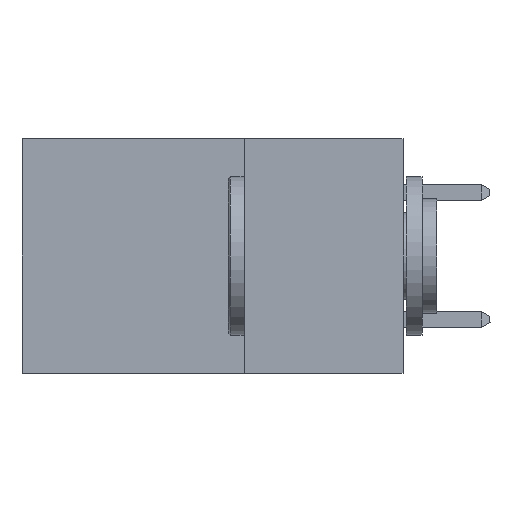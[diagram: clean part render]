
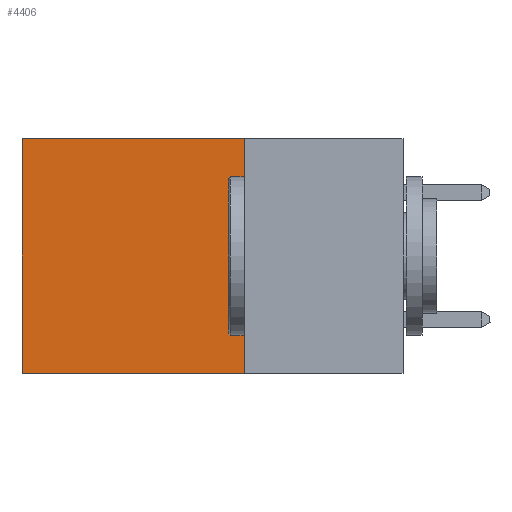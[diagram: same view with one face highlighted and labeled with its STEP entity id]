
A CAD part, left-side view. The second image highlights one B-rep face of the part: STEP entity #4406.
In plain terms, the highlighted planar face has unit normal (-1, 0, 0).
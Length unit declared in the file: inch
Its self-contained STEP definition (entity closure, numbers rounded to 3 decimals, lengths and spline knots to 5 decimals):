
#25 = CARTESIAN_POINT ( 'NONE',  ( 0.2875, 0.25, -0.37 ) ) ;
#1035 = AXIS2_PLACEMENT_3D ( 'NONE', #4549, #11745, #1082 ) ;
#1077 = DIRECTION ( 'NONE',  ( 0., 1., 0. ) ) ;
#1082 = DIRECTION ( 'NONE',  ( 0., 0., -1. ) ) ;
#1529 = VERTEX_POINT ( 'NONE', #10417 ) ;
#1566 = EDGE_CURVE ( 'NONE', #21460, #17646, #7917, .T. ) ;
#3331 = VECTOR ( 'NONE', #1077, 39.37008 ) ;
#4010 = ORIENTED_EDGE ( 'NONE', *, *, #7865, .F. ) ;
#4406 = ADVANCED_FACE ( 'NONE', ( #20936 ), #21993, .F. ) ;
#4549 = CARTESIAN_POINT ( 'NONE',  ( 0.2875, 0.25, 0. ) ) ;
#5228 = LINE ( 'NONE', #17723, #14151 ) ;
#5681 = LINE ( 'NONE', #13690, #14041 ) ;
#6300 = CARTESIAN_POINT ( 'NONE',  ( 0.2875, 0.25, 0. ) ) ;
#7865 = EDGE_CURVE ( 'NONE', #17875, #21460, #5228, .T. ) ;
#7913 = CARTESIAN_POINT ( 'NONE',  ( 0.2875, 0.25, 0. ) ) ;
#7917 = LINE ( 'NONE', #18278, #21204 ) ;
#9296 = ORIENTED_EDGE ( 'NONE', *, *, #20612, .T. ) ;
#10417 = CARTESIAN_POINT ( 'NONE',  ( 0.2875, 0.6, 0. ) ) ;
#10784 = ORIENTED_EDGE ( 'NONE', *, *, #21886, .T. ) ;
#10995 = CARTESIAN_POINT ( 'NONE',  ( 0.2875, 0.6, -0.37 ) ) ;
#11112 = DIRECTION ( 'NONE',  ( 0., 1., 0. ) ) ;
#11745 = DIRECTION ( 'NONE',  ( 1., 0., 0. ) ) ;
#13690 = CARTESIAN_POINT ( 'NONE',  ( 0.2875, 0.6, 0. ) ) ;
#14041 = VECTOR ( 'NONE', #17167, 39.37008 ) ;
#14151 = VECTOR ( 'NONE', #16095, 39.37008 ) ;
#16095 = DIRECTION ( 'NONE',  ( 0., 0., -1. ) ) ;
#16542 = ORIENTED_EDGE ( 'NONE', *, *, #1566, .F. ) ;
#16889 = LINE ( 'NONE', #6300, #3331 ) ;
#17167 = DIRECTION ( 'NONE',  ( 0., 0., -1. ) ) ;
#17646 = VERTEX_POINT ( 'NONE', #10995 ) ;
#17723 = CARTESIAN_POINT ( 'NONE',  ( 0.2875, 0.25, 0. ) ) ;
#17875 = VERTEX_POINT ( 'NONE', #7913 ) ;
#18278 = CARTESIAN_POINT ( 'NONE',  ( 0.2875, 0.25, -0.37 ) ) ;
#20494 = EDGE_LOOP ( 'NONE', ( #9296, #16542, #4010, #10784 ) ) ;
#20612 = EDGE_CURVE ( 'NONE', #1529, #17646, #5681, .T. ) ;
#20936 = FACE_OUTER_BOUND ( 'NONE', #20494, .T. ) ;
#21204 = VECTOR ( 'NONE', #11112, 39.37008 ) ;
#21460 = VERTEX_POINT ( 'NONE', #25 ) ;
#21886 = EDGE_CURVE ( 'NONE', #17875, #1529, #16889, .T. ) ;
#21993 = PLANE ( 'NONE',  #1035 ) ;
